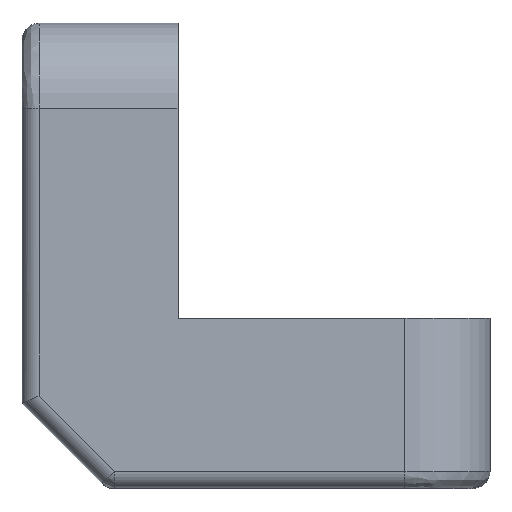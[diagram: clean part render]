
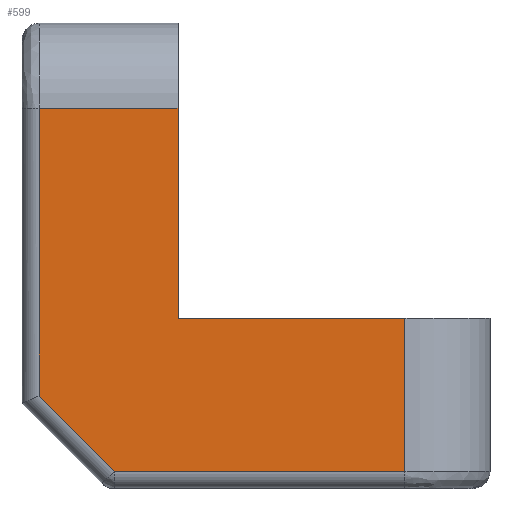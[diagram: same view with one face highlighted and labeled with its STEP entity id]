
A CAD part, top view. The second image highlights one B-rep face of the part: STEP entity #599.
In plain terms, the highlighted planar face has unit normal (0, 0, 1).
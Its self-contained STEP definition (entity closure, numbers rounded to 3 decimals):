
#53 = ORIENTED_EDGE ( 'NONE', *, *, #2349, .T. ) ;
#67 = DIRECTION ( 'NONE',  ( 0., -1., 0. ) ) ;
#76 = DIRECTION ( 'NONE',  ( 1., 0., 0. ) ) ;
#78 = LINE ( 'NONE', #1489, #2297 ) ;
#110 = ORIENTED_EDGE ( 'NONE', *, *, #2384, .T. ) ;
#121 = LINE ( 'NONE', #2371, #1765 ) ;
#199 = DIRECTION ( 'NONE',  ( 1., 0., 0. ) ) ;
#221 = VERTEX_POINT ( 'NONE', #2133 ) ;
#261 = EDGE_CURVE ( 'NONE', #221, #2668, #1237, .T. ) ;
#468 = LINE ( 'NONE', #2606, #2680 ) ;
#599 = ADVANCED_FACE ( 'NONE', ( #2574 ), #1880, .T. ) ;
#650 = VERTEX_POINT ( 'NONE', #2396 ) ;
#731 = DIRECTION ( 'NONE',  ( 1., 0., 0. ) ) ;
#839 = VECTOR ( 'NONE', #841, 1000. ) ;
#841 = DIRECTION ( 'NONE',  ( 0., -1., 0. ) ) ;
#928 = CARTESIAN_POINT ( 'NONE',  ( 0., 0.3, 2.5 ) ) ;
#982 = ORIENTED_EDGE ( 'NONE', *, *, #261, .T. ) ;
#1032 = CARTESIAN_POINT ( 'NONE',  ( 4., 3., 2.5 ) ) ;
#1055 = LINE ( 'NONE', #2012, #2184 ) ;
#1060 = CARTESIAN_POINT ( 'NONE',  ( 0., 3., 2.5 ) ) ;
#1083 = DIRECTION ( 'NONE',  ( 0.707, -0.707, 0. ) ) ;
#1093 = CARTESIAN_POINT ( 'NONE',  ( 0., 0., 2.5 ) ) ;
#1153 = VECTOR ( 'NONE', #1966, 1000. ) ;
#1166 = EDGE_CURVE ( 'NONE', #650, #1573, #2040, .T. ) ;
#1237 = LINE ( 'NONE', #1718, #1153 ) ;
#1290 = ORIENTED_EDGE ( 'NONE', *, *, #2706, .F. ) ;
#1316 = DIRECTION ( 'NONE',  ( 1., 0., 0. ) ) ;
#1489 = CARTESIAN_POINT ( 'NONE',  ( 5.5, 3., 2.5 ) ) ;
#1560 = VECTOR ( 'NONE', #76, 1000. ) ;
#1573 = VERTEX_POINT ( 'NONE', #2612 ) ;
#1579 = CARTESIAN_POINT ( 'NONE',  ( -2.45, 1.624, 2.5 ) ) ;
#1638 = LINE ( 'NONE', #928, #1560 ) ;
#1718 = CARTESIAN_POINT ( 'NONE',  ( 4., 0., 2.5 ) ) ;
#1765 = VECTOR ( 'NONE', #1083, 1000. ) ;
#1880 = PLANE ( 'NONE',  #2409 ) ;
#1890 = VERTEX_POINT ( 'NONE', #2759 ) ;
#1917 = EDGE_CURVE ( 'NONE', #2345, #2696, #121, .T. ) ;
#1966 = DIRECTION ( 'NONE',  ( 0., 1., 0. ) ) ;
#2012 = CARTESIAN_POINT ( 'NONE',  ( 0.019, 6.7, 2.5 ) ) ;
#2040 = LINE ( 'NONE', #1060, #839 ) ;
#2108 = CARTESIAN_POINT ( 'NONE',  ( -1.126, 0.3, 2.5 ) ) ;
#2133 = CARTESIAN_POINT ( 'NONE',  ( 4., 0.3, 2.5 ) ) ;
#2184 = VECTOR ( 'NONE', #731, 1000. ) ;
#2297 = VECTOR ( 'NONE', #199, 1000. ) ;
#2325 = ORIENTED_EDGE ( 'NONE', *, *, #1917, .T. ) ;
#2345 = VERTEX_POINT ( 'NONE', #1579 ) ;
#2349 = EDGE_CURVE ( 'NONE', #1890, #2345, #468, .T. ) ;
#2371 = CARTESIAN_POINT ( 'NONE',  ( -2.45, 1.624, 2.5 ) ) ;
#2384 = EDGE_CURVE ( 'NONE', #2696, #221, #1638, .T. ) ;
#2396 = CARTESIAN_POINT ( 'NONE',  ( 0., 6.7, 2.5 ) ) ;
#2409 = AXIS2_PLACEMENT_3D ( 'NONE', #1093, #2580, #1316 ) ;
#2541 = EDGE_LOOP ( 'NONE', ( #53, #2325, #110, #982, #1290, #2714, #2669 ) ) ;
#2574 = FACE_OUTER_BOUND ( 'NONE', #2541, .T. ) ;
#2580 = DIRECTION ( 'NONE',  ( 0., 0., 1. ) ) ;
#2606 = CARTESIAN_POINT ( 'NONE',  ( -2.45, 0., 2.5 ) ) ;
#2612 = CARTESIAN_POINT ( 'NONE',  ( 0., 3., 2.5 ) ) ;
#2668 = VERTEX_POINT ( 'NONE', #1032 ) ;
#2669 = ORIENTED_EDGE ( 'NONE', *, *, #2734, .F. ) ;
#2680 = VECTOR ( 'NONE', #67, 1000. ) ;
#2696 = VERTEX_POINT ( 'NONE', #2108 ) ;
#2706 = EDGE_CURVE ( 'NONE', #1573, #2668, #78, .T. ) ;
#2714 = ORIENTED_EDGE ( 'NONE', *, *, #1166, .F. ) ;
#2734 = EDGE_CURVE ( 'NONE', #1890, #650, #1055, .T. ) ;
#2759 = CARTESIAN_POINT ( 'NONE',  ( -2.45, 6.7, 2.5 ) ) ;
